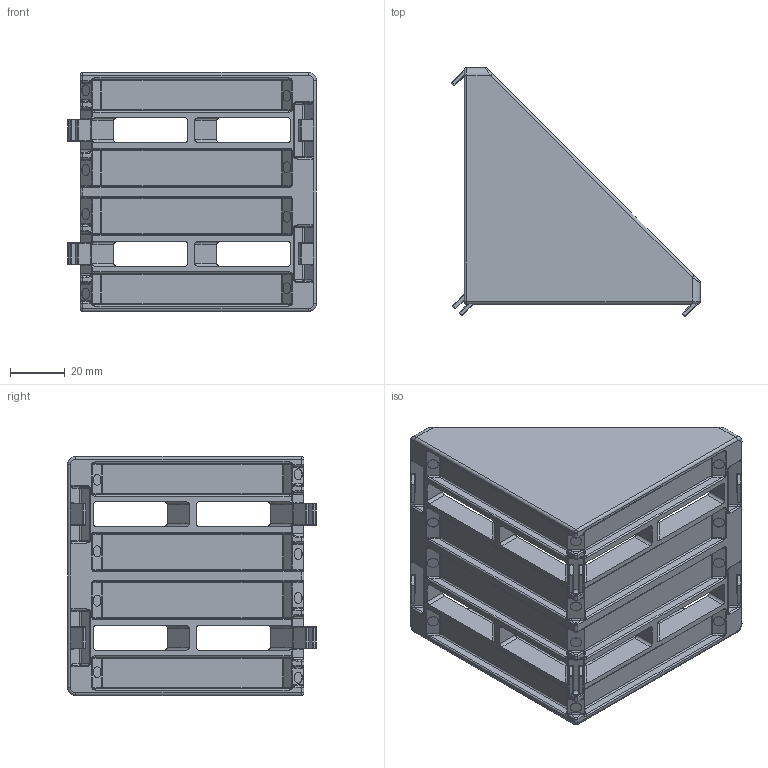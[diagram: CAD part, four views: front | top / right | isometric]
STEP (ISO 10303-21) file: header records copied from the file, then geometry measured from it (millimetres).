
FILE_DESCRIPTION(/* description */ ('SQUADRETTA 86x86 ANTIROTAZIONE'),/* implementation_level */ '2;1');
FILE_NAME(/* name */ 'DSQAL0000060.stp',/* time_stamp */ '2018-05-09T19:02:13+02:00',/* author */ ('fzagni'),/* organization */ (''),/* preprocessor_version */ 'ST-DEVELOPER v16.1',/* originating_system */ 'Autodesk Inventor 2016',/* authorisation */ '');
FILE_SCHEMA (('AUTOMOTIVE_DESIGN { 1 0 10303 214 3 1 1 }'));
Length unit declared in the file: millimetre
Products named in the file (1): DSQAL0000060
Bounding box: 90.51 x 90.51 x 87 mm (x, y, z)
Volume: 107307.4 mm3; surface area: 49201.3 mm2
Topology: 1 solids, 1 shells, 891 faces, 2083 edges, 1129 vertices
Faces by surface type: cylinder 375, plane 190, bspline 152, sphere 111, torus 63
Full cylindrical faces by diameter (mm): 4 x12
Entity records: 28275 total; most frequent: CARTESIAN_POINT 9093, DIRECTION 4093, ORIENTED_EDGE 3988, EDGE_CURVE 1994, AXIS2_PLACEMENT_3D 1627, VERTEX_POINT 1129, EDGE_LOOP 931, FACE_OUTER_BOUND 891
